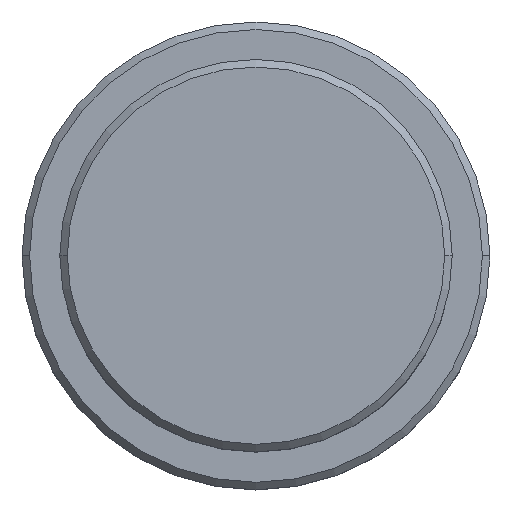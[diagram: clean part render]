
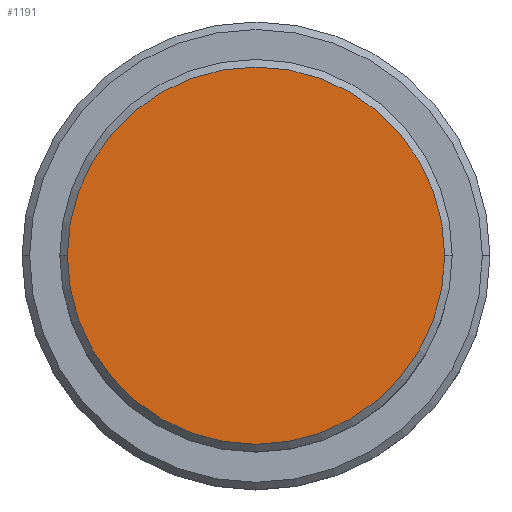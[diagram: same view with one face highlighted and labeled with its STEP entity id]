
A CAD part, top view. The second image highlights one B-rep face of the part: STEP entity #1191.
In plain terms, the highlighted planar face has unit normal (0, 0, 1).
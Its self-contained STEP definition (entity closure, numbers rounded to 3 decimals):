
#78 = DIRECTION ( 'NONE',  ( 0., 0., 1. ) ) ;
#167 = EDGE_CURVE ( 'NONE', #1306, #546, #412, .T. ) ;
#183 = CARTESIAN_POINT ( 'NONE',  ( 0., 0., 0. ) ) ;
#195 = DIRECTION ( 'NONE',  ( 1., 0., 0. ) ) ;
#300 = FACE_OUTER_BOUND ( 'NONE', #1408, .T. ) ;
#412 = CIRCLE ( 'NONE', #734, 12.5 ) ;
#419 = AXIS2_PLACEMENT_3D ( 'NONE', #183, #951, #1370 ) ;
#420 = DIRECTION ( 'NONE',  ( 1., 0., 0. ) ) ;
#546 = VERTEX_POINT ( 'NONE', #1411 ) ;
#734 = AXIS2_PLACEMENT_3D ( 'NONE', #940, #78, #420 ) ;
#831 = EDGE_CURVE ( 'NONE', #546, #1306, #1146, .T. ) ;
#910 = CARTESIAN_POINT ( 'NONE',  ( -12.5, 0., 0. ) ) ;
#940 = CARTESIAN_POINT ( 'NONE',  ( 0., 0., 0. ) ) ;
#951 = DIRECTION ( 'NONE',  ( 0., 0., 1. ) ) ;
#979 = PLANE ( 'NONE',  #1077 ) ;
#1077 = AXIS2_PLACEMENT_3D ( 'NONE', #1375, #1183, #195 ) ;
#1114 = ORIENTED_EDGE ( 'NONE', *, *, #167, .T. ) ;
#1146 = CIRCLE ( 'NONE', #419, 12.5 ) ;
#1183 = DIRECTION ( 'NONE',  ( 0., 0., 1. ) ) ;
#1191 = ADVANCED_FACE ( 'NONE', ( #300 ), #979, .T. ) ;
#1272 = ORIENTED_EDGE ( 'NONE', *, *, #831, .T. ) ;
#1306 = VERTEX_POINT ( 'NONE', #910 ) ;
#1370 = DIRECTION ( 'NONE',  ( 1., 0., 0. ) ) ;
#1375 = CARTESIAN_POINT ( 'NONE',  ( 0., 0., 0. ) ) ;
#1408 = EDGE_LOOP ( 'NONE', ( #1114, #1272 ) ) ;
#1411 = CARTESIAN_POINT ( 'NONE',  ( 12.5, 0., 0. ) ) ;
